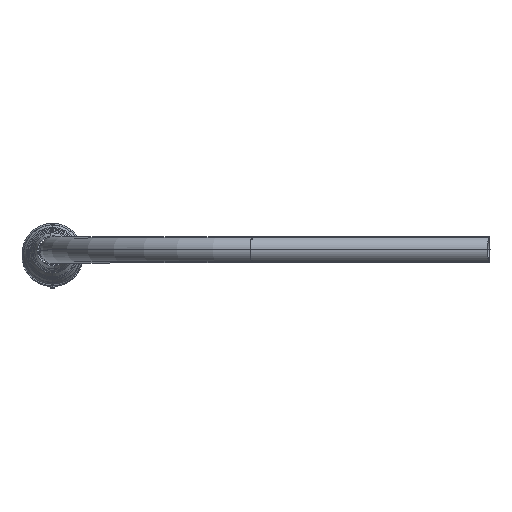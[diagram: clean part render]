
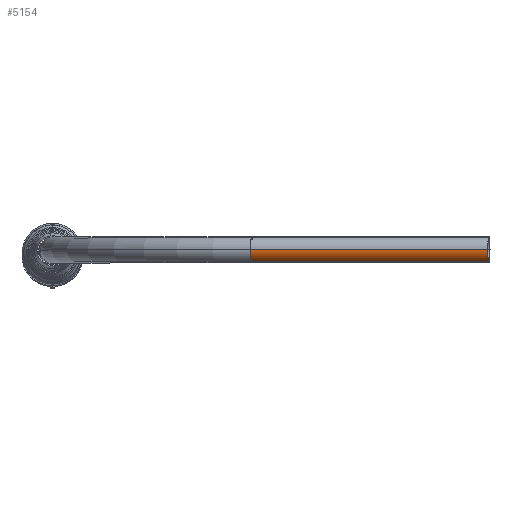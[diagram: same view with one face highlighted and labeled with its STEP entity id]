
A CAD part, top view. The second image highlights one B-rep face of the part: STEP entity #5154.
In plain terms, the highlighted cylindrical face has radius 30.15 mm (diameter 60.3 mm), a partial arc.
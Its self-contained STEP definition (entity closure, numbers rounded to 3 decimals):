
#115 = CIRCLE ( 'NONE', #642, 30.15 ) ;
#499 = DIRECTION ( 'NONE',  ( -0.087, 0.996, 0. ) ) ;
#642 = AXIS2_PLACEMENT_3D ( 'NONE', #3886, #3926, #6362 ) ;
#1010 = DIRECTION ( 'NONE',  ( 0.996, 0.087, 0. ) ) ;
#1025 = LINE ( 'NONE', #4713, #3673 ) ;
#1048 = AXIS2_PLACEMENT_3D ( 'NONE', #4136, #6670, #499 ) ;
#1541 = CARTESIAN_POINT ( 'NONE',  ( 456.422, 1452.443, 0. ) ) ;
#2109 = AXIS2_PLACEMENT_3D ( 'NONE', #1541, #1010, #5403 ) ;
#2126 = VECTOR ( 'NONE', #7471, 1000. ) ;
#2312 = ORIENTED_EDGE ( 'NONE', *, *, #3151, .F. ) ;
#2315 = VERTEX_POINT ( 'NONE', #6489 ) ;
#2588 = EDGE_LOOP ( 'NONE', ( #3323, #7350, #2312, #7883 ) ) ;
#2885 = VERTEX_POINT ( 'NONE', #3528 ) ;
#3151 = EDGE_CURVE ( 'NONE', #2315, #2885, #115, .T. ) ;
#3323 = ORIENTED_EDGE ( 'NONE', *, *, #4032, .T. ) ;
#3504 = CYLINDRICAL_SURFACE ( 'NONE', #2109, 30.15 ) ;
#3528 = CARTESIAN_POINT ( 'NONE',  ( 1002.628, 1469.965, 0. ) ) ;
#3673 = VECTOR ( 'NONE', #4209, 1000. ) ;
#3880 = CARTESIAN_POINT ( 'NONE',  ( 459.05, 1422.408, 0. ) ) ;
#3886 = CARTESIAN_POINT ( 'NONE',  ( 1000., 1500., 0. ) ) ;
#3926 = DIRECTION ( 'NONE',  ( 0.996, 0.087, 0. ) ) ;
#4032 = EDGE_CURVE ( 'NONE', #7217, #6511, #4575, .T. ) ;
#4133 = CARTESIAN_POINT ( 'NONE',  ( 453.794, 1482.478, 0. ) ) ;
#4136 = CARTESIAN_POINT ( 'NONE',  ( 456.422, 1452.443, 0. ) ) ;
#4209 = DIRECTION ( 'NONE',  ( 0.996, 0.087, 0. ) ) ;
#4300 = LINE ( 'NONE', #4907, #2126 ) ;
#4575 = CIRCLE ( 'NONE', #1048, 30.15 ) ;
#4713 = CARTESIAN_POINT ( 'NONE',  ( 459.05, 1422.408, 0. ) ) ;
#4907 = CARTESIAN_POINT ( 'NONE',  ( 453.794, 1482.478, 0. ) ) ;
#5154 = ADVANCED_FACE ( 'NONE', ( #6639 ), #3504, .T. ) ;
#5403 = DIRECTION ( 'NONE',  ( -0.087, 0.996, 0. ) ) ;
#6339 = EDGE_CURVE ( 'NONE', #7217, #2315, #4300, .T. ) ;
#6362 = DIRECTION ( 'NONE',  ( -0.087, 0.996, 0. ) ) ;
#6489 = CARTESIAN_POINT ( 'NONE',  ( 997.372, 1530.035, 0. ) ) ;
#6511 = VERTEX_POINT ( 'NONE', #3880 ) ;
#6639 = FACE_OUTER_BOUND ( 'NONE', #2588, .T. ) ;
#6670 = DIRECTION ( 'NONE',  ( 0.996, 0.087, 0. ) ) ;
#7217 = VERTEX_POINT ( 'NONE', #4133 ) ;
#7350 = ORIENTED_EDGE ( 'NONE', *, *, #7599, .T. ) ;
#7471 = DIRECTION ( 'NONE',  ( 0.996, 0.087, 0. ) ) ;
#7599 = EDGE_CURVE ( 'NONE', #6511, #2885, #1025, .T. ) ;
#7883 = ORIENTED_EDGE ( 'NONE', *, *, #6339, .F. ) ;
